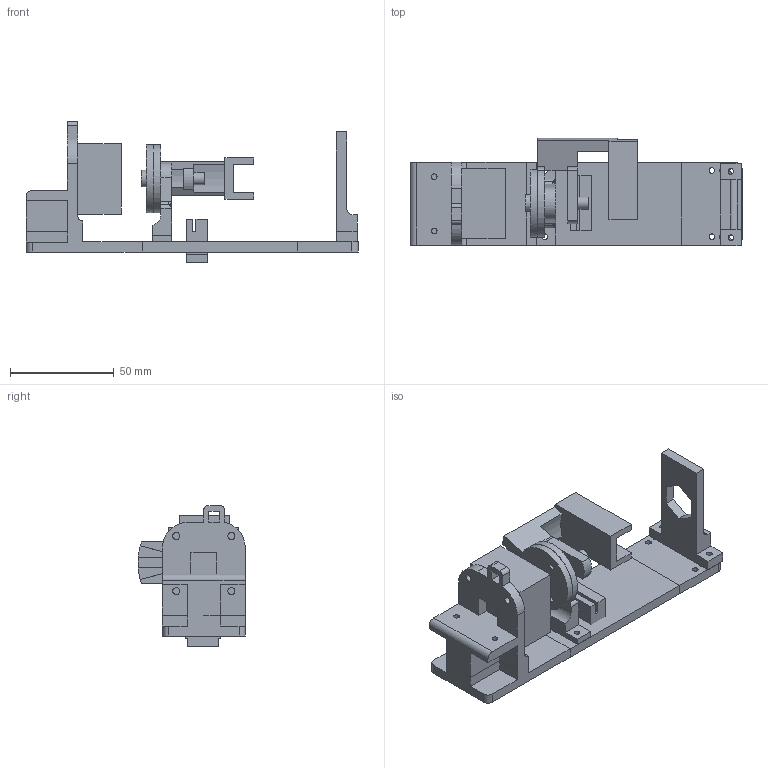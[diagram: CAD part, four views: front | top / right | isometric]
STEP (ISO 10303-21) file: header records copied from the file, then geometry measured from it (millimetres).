
FILE_DESCRIPTION(/* description */ (''),/* implementation_level */ '2;1');
FILE_NAME(/* name */ 'Device Fitting(no mount version).step',/* time_stamp */ '2023-07-30T19:05:37+08:00',/* author */ (''),/* organization */ (''),/* preprocessor_version */ 'ST-DEVELOPER v19.2',/* originating_system */ 'Autodesk Translation Framework v11.17.0.187',/* authorisation */ '');
FILE_SCHEMA (('AUTOMOTIVE_DESIGN { 1 0 10303 214 3 1 1 }'));
Length unit declared in the file: millimetre
Products named in the file (9): Device Fitting(no mount version); Device Fitting Sample v1; Fitting; testing; Clutch Connector(right); Bearing Base; HEDx-9xx0; Clutch Connector For Tube(new); Rotatable Connector Base
Assembly tree (8 placements, depth 3):
  Device Fitting(no mount version)
    Device Fitting Sample v1
      Fitting
      testing
    Clutch Connector(right)
    Bearing Base
    HEDx-9xx0
    Clutch Connector For Tube(new)
    Rotatable Connector Base
Bounding box: 160.36 x 52.07 x 68.03 mm (x, y, z)
Volume: 110082.6 mm3; surface area: 47844.7 mm2
Topology: 9 solids, 10 shells, 214 faces, 565 edges, 371 vertices
Faces by surface type: plane 145, cylinder 59, bspline 10
Full cylindrical faces by diameter (mm): 1.8 x2, 2.5 x4, 2.7 x16, 3.4 x4, 3.9 x1, 4.5 x1, 5.8 x1, 8 x1, 12.1 x1, 33 x1
Entity records: 7329 total; most frequent: CARTESIAN_POINT 1622, ORIENTED_EDGE 1126, DIRECTION 1123, EDGE_CURVE 563, LINE 421, VECTOR 421, VERTEX_POINT 371, AXIS2_PLACEMENT_3D 351
